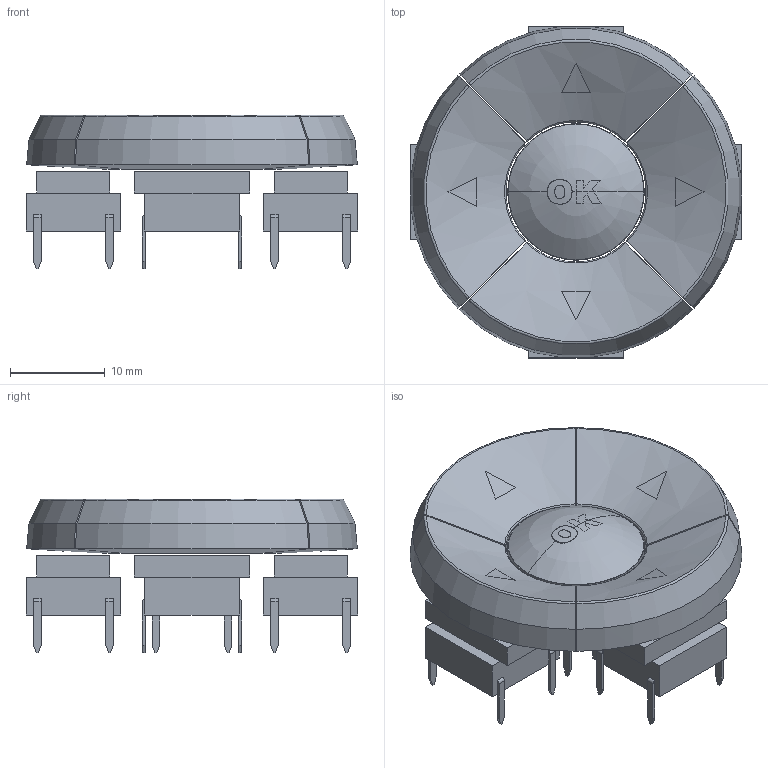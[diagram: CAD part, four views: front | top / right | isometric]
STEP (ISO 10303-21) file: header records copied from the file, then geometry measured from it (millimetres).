
FILE_DESCRIPTION((''),'2;1');
FILE_NAME('PB_UNIMEC_NAVIKITTH30WL.stp','2010-09-20T12:24:30',(''),(''),'Mechanical Desktop 2010','Mechanical Desktop 2010',', , ');
FILE_SCHEMA(('AUTOMOTIVE_DESIGN { 1 2 10303 214 1 1 1 1 }'));
Length unit declared in the file: millimetre
Products named in the file (1): Product
Bounding box: 35 x 35 x 16.22 mm (x, y, z)
Volume: 6581.5 mm3; surface area: 6749.9 mm2
Topology: 42 solids, 42 shells, 503 faces, 1247 edges, 829 vertices
Faces by surface type: plane 368, bspline 79, cylinder 22, cone 20, torus 8, sphere 6
Entity records: 14991 total; most frequent: CARTESIAN_POINT 3109, ORIENTED_EDGE 2486, DIRECTION 2310, EDGE_CURVE 1243, VECTOR 898, LINE 898, VERTEX_POINT 829, AXIS2_PLACEMENT_3D 706
